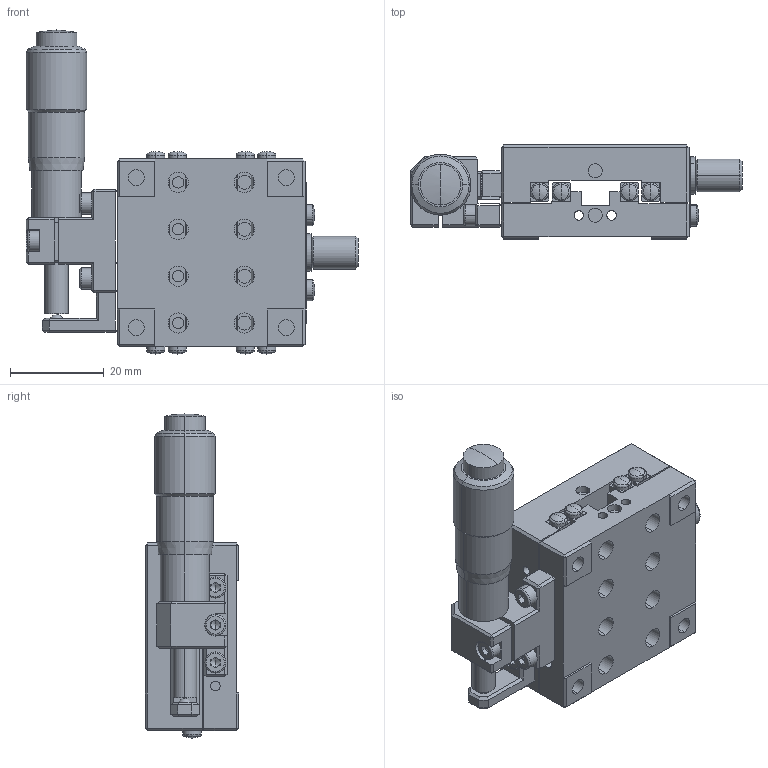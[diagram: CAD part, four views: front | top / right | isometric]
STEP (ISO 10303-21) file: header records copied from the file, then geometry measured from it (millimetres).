
FILE_DESCRIPTION (( 'STEP AP203' ), '1' );
FILE_NAME ('AK13A-4020SL.step', '2019-05-08T06:26:17', ( '' ), ( '' ), 'SwSTEP 2.0', 'SolidWorks 2017', '' );
FILE_SCHEMA (( 'CONFIG_CONTROL_DESIGN' ));
Length unit declared in the file: millimetre
Products named in the file (1): AK13A-4020SL
Bounding box: 70.8 x 20 x 69.1 mm (x, y, z)
Surface area: 17872.5 mm2 (no closed solid volume)
Topology: 0 solids, 33 shells, 653 faces, 2120 edges, 1429 vertices
Faces by surface type: plane 405, cylinder 148, cone 34, bspline 32, torus 26, sphere 8
Entity records: 23338 total; most frequent: CARTESIAN_POINT 4763, DIRECTION 3965, ORIENTED_EDGE 3416, EDGE_CURVE 2079, VERTEX_POINT 1426, VECTOR 1365, LINE 1365, AXIS2_PLACEMENT_3D 1300
